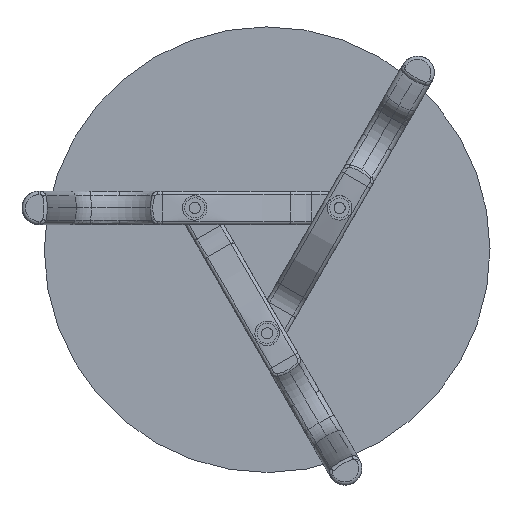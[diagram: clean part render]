
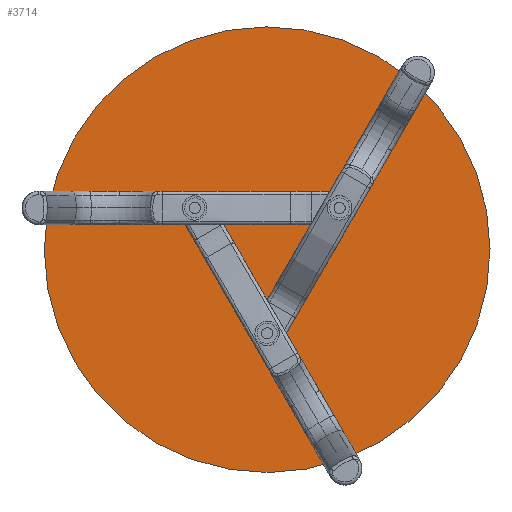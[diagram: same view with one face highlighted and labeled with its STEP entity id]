
A CAD part, front view. The second image highlights one B-rep face of the part: STEP entity #3714.
In plain terms, the highlighted face is planar.
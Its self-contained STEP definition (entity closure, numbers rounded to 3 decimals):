
#334 = EDGE_CURVE ( 'NONE', #3963, #690, #485, .T. ) ;
#485 = CIRCLE ( 'NONE', #4819, 200. ) ;
#514 = EDGE_CURVE ( 'NONE', #690, #3963, #1754, .T. ) ;
#528 = DIRECTION ( 'NONE',  ( 0., 1., 0. ) ) ;
#684 = CARTESIAN_POINT ( 'NONE',  ( 0., 8., 0. ) ) ;
#690 = VERTEX_POINT ( 'NONE', #5584 ) ;
#773 = AXIS2_PLACEMENT_3D ( 'NONE', #2854, #528, #2403 ) ;
#1344 = AXIS2_PLACEMENT_3D ( 'NONE', #684, #1565, #1589 ) ;
#1565 = DIRECTION ( 'NONE',  ( 0., 1., 0. ) ) ;
#1589 = DIRECTION ( 'NONE',  ( 0., 0., 1. ) ) ;
#1666 = EDGE_LOOP ( 'NONE', ( #5320, #5542 ) ) ;
#1754 = CIRCLE ( 'NONE', #773, 200. ) ;
#1989 = CARTESIAN_POINT ( 'NONE',  ( 0., 8., 0. ) ) ;
#2008 = FACE_OUTER_BOUND ( 'NONE', #1666, .T. ) ;
#2403 = DIRECTION ( 'NONE',  ( 0., 0., 1. ) ) ;
#2486 = DIRECTION ( 'NONE',  ( 0., 0., 1. ) ) ;
#2854 = CARTESIAN_POINT ( 'NONE',  ( 0., 8., 0. ) ) ;
#3714 = ADVANCED_FACE ( 'NONE', ( #2008 ), #3810, .T. ) ;
#3768 = CARTESIAN_POINT ( 'NONE',  ( 0., 8., -200. ) ) ;
#3810 = PLANE ( 'NONE',  #1344 ) ;
#3822 = DIRECTION ( 'NONE',  ( 0., 1., 0. ) ) ;
#3963 = VERTEX_POINT ( 'NONE', #3768 ) ;
#4819 = AXIS2_PLACEMENT_3D ( 'NONE', #1989, #3822, #2486 ) ;
#5320 = ORIENTED_EDGE ( 'NONE', *, *, #334, .T. ) ;
#5542 = ORIENTED_EDGE ( 'NONE', *, *, #514, .T. ) ;
#5584 = CARTESIAN_POINT ( 'NONE',  ( 0., 8., 200. ) ) ;
